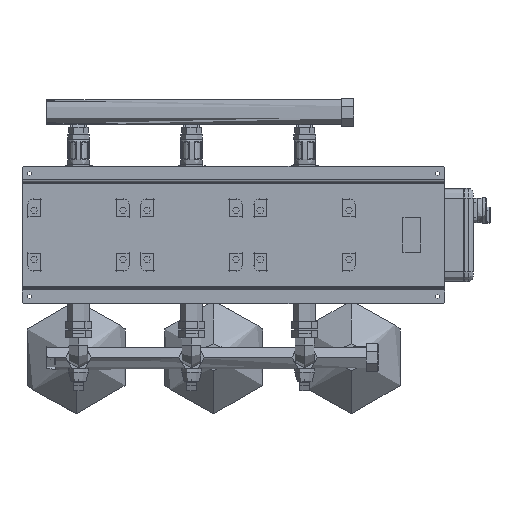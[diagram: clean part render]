
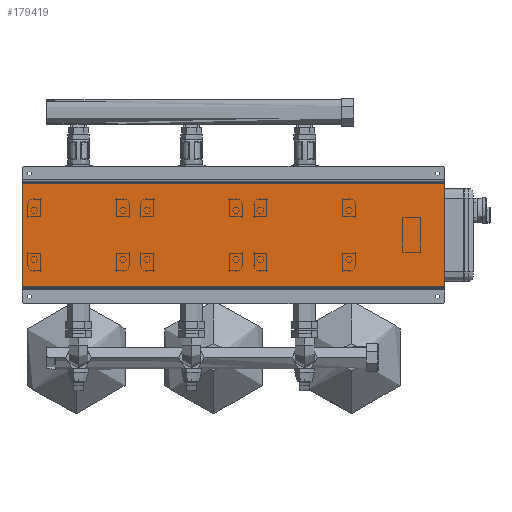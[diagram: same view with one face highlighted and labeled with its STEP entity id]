
A CAD part, front view. The second image highlights one B-rep face of the part: STEP entity #179419.
In plain terms, the highlighted planar face has unit normal (0, -1, 0).
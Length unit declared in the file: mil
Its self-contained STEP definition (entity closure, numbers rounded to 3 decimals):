
#10129 = CARTESIAN_POINT ( 'NONE',  ( 16929.134, 2007.874, 4133.858 ) ) ;
#21161 = VECTOR ( 'NONE', #111062, 39370.079 ) ;
#23038 = LINE ( 'NONE', #167300, #206504 ) ;
#24880 = ORIENTED_EDGE ( 'NONE', *, *, #119337, .T. ) ;
#27756 = DIRECTION ( 'NONE',  ( 0., 1., 0. ) ) ;
#28234 = EDGE_CURVE ( 'NONE', #29828, #96370, #210645, .T. ) ;
#29828 = VERTEX_POINT ( 'NONE', #41484 ) ;
#41484 = CARTESIAN_POINT ( 'NONE',  ( 16929.134, 2007.874, 4133.858 ) ) ;
#43786 = CARTESIAN_POINT ( 'NONE',  ( 16929.134, 2007.874, -4133.858 ) ) ;
#45285 = ORIENTED_EDGE ( 'NONE', *, *, #28234, .F. ) ;
#45403 = LINE ( 'NONE', #180921, #21161 ) ;
#45594 = LINE ( 'NONE', #10129, #202272 ) ;
#52818 = EDGE_LOOP ( 'NONE', ( #24880, #129172, #45285, #71434 ) ) ;
#56012 = CARTESIAN_POINT ( 'NONE',  ( -16929.134, 2007.874, -4133.858 ) ) ;
#58954 = DIRECTION ( 'NONE',  ( 1., 0., 0. ) ) ;
#70423 = DIRECTION ( 'NONE',  ( 0., 0., -1. ) ) ;
#71434 = ORIENTED_EDGE ( 'NONE', *, *, #82992, .T. ) ;
#82992 = EDGE_CURVE ( 'NONE', #29828, #84282, #45594, .T. ) ;
#84282 = VERTEX_POINT ( 'NONE', #96625 ) ;
#94383 = CARTESIAN_POINT ( 'NONE',  ( 16929.134, 2007.874, 4133.858 ) ) ;
#94410 = FACE_OUTER_BOUND ( 'NONE', #52818, .T. ) ;
#96370 = VERTEX_POINT ( 'NONE', #43786 ) ;
#96625 = CARTESIAN_POINT ( 'NONE',  ( -16929.134, 2007.874, 4133.858 ) ) ;
#110589 = CARTESIAN_POINT ( 'NONE',  ( 16929.134, 2007.874, -4133.858 ) ) ;
#111062 = DIRECTION ( 'NONE',  ( -1., 0., 0. ) ) ;
#114778 = VECTOR ( 'NONE', #212734, 39370.079 ) ;
#119337 = EDGE_CURVE ( 'NONE', #84282, #203865, #23038, .T. ) ;
#129172 = ORIENTED_EDGE ( 'NONE', *, *, #187670, .F. ) ;
#167300 = CARTESIAN_POINT ( 'NONE',  ( -16929.134, 2007.874, -4133.858 ) ) ;
#175162 = PLANE ( 'NONE',  #194932 ) ;
#179419 = ADVANCED_FACE ( 'NONE', ( #94410 ), #175162, .F. ) ;
#180921 = CARTESIAN_POINT ( 'NONE',  ( 16929.134, 2007.874, -4133.858 ) ) ;
#187670 = EDGE_CURVE ( 'NONE', #96370, #203865, #45403, .T. ) ;
#194932 = AXIS2_PLACEMENT_3D ( 'NONE', #110589, #27756, #58954 ) ;
#202272 = VECTOR ( 'NONE', #210255, 39370.079 ) ;
#203865 = VERTEX_POINT ( 'NONE', #56012 ) ;
#206504 = VECTOR ( 'NONE', #70423, 39370.079 ) ;
#210255 = DIRECTION ( 'NONE',  ( -1., 0., 0. ) ) ;
#210645 = LINE ( 'NONE', #94383, #114778 ) ;
#212734 = DIRECTION ( 'NONE',  ( 0., 0., -1. ) ) ;
